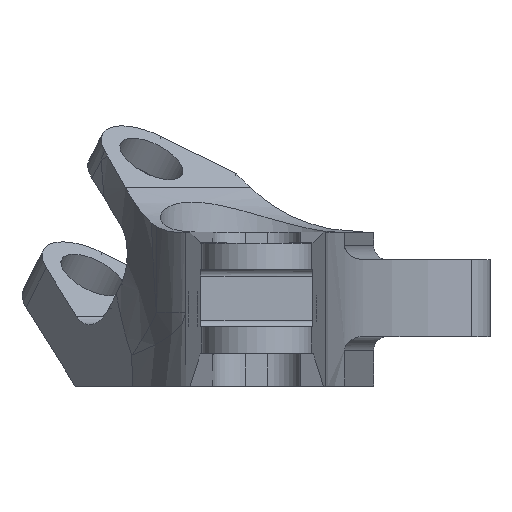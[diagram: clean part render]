
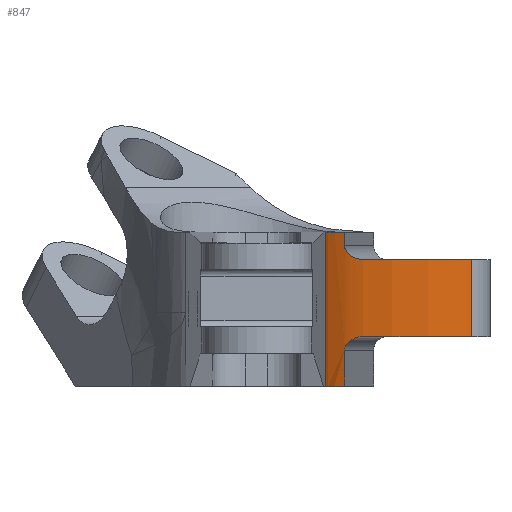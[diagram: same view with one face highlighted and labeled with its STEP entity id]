
A CAD part, left-side view. The second image highlights one B-rep face of the part: STEP entity #847.
In plain terms, the highlighted cylindrical face has radius 101.6 mm (diameter 203.2 mm), a partial arc.
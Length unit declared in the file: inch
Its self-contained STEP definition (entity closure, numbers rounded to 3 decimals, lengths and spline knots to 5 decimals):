
#141=B_SPLINE_CURVE_WITH_KNOTS('',3,(#4909,#4910,#4911,#4912,#4913,#4914,
#4915,#4916,#4917,#4918,#4919,#4920),.UNSPECIFIED.,.F.,.F.,(4,2,2,2,2,4),
(0.,0.0625,0.125,0.25,0.5,
1.),.UNSPECIFIED.);
#142=B_SPLINE_CURVE_WITH_KNOTS('',3,(#4925,#4926,#4927,#4928,#4929,#4930,
#4931,#4932,#4933,#4934,#4935,#4936),.UNSPECIFIED.,.F.,.F.,(4,2,2,2,2,4),
(0.,0.5,0.75,0.875,0.9375,
1.),.UNSPECIFIED.);
#243=FACE_OUTER_BOUND('',#1187,.T.);
#479=LINE('',#4818,#689);
#494=LINE('',#4886,#704);
#500=LINE('',#4907,#710);
#501=LINE('',#4938,#711);
#689=VECTOR('',#3724,1.);
#704=VECTOR('',#3789,1.);
#710=VECTOR('',#3809,1.);
#711=VECTOR('',#3814,1.);
#847=ADVANCED_FACE('',(#243),#1004,.F.);
#1004=CYLINDRICAL_SURFACE('',#3227,4.);
#1187=EDGE_LOOP('',(#1584,#1585,#1586,#1587,#1588,#1589,#1590,#1591,#1592,
#1593));
#1584=ORIENTED_EDGE('',*,*,#2606,.F.);
#1585=ORIENTED_EDGE('',*,*,#2711,.T.);
#1586=ORIENTED_EDGE('',*,*,#2712,.T.);
#1587=ORIENTED_EDGE('',*,*,#2713,.F.);
#1588=ORIENTED_EDGE('',*,*,#2666,.F.);
#1589=ORIENTED_EDGE('',*,*,#2714,.F.);
#1590=ORIENTED_EDGE('',*,*,#2715,.T.);
#1591=ORIENTED_EDGE('',*,*,#2716,.T.);
#1592=ORIENTED_EDGE('',*,*,#2581,.F.);
#1593=ORIENTED_EDGE('',*,*,#2700,.F.);
#2284=VERTEX_POINT('',#4643);
#2285=VERTEX_POINT('',#4645);
#2297=VERTEX_POINT('',#4671);
#2306=VERTEX_POINT('',#4691);
#2362=VERTEX_POINT('',#4819);
#2363=VERTEX_POINT('',#4820);
#2398=VERTEX_POINT('',#4908);
#2399=VERTEX_POINT('',#4921);
#2400=VERTEX_POINT('',#4924);
#2401=VERTEX_POINT('',#4937);
#2581=EDGE_CURVE('',#2284,#2285,#2965,.T.);
#2606=EDGE_CURVE('',#2306,#2297,#2972,.T.);
#2666=EDGE_CURVE('',#2362,#2363,#479,.T.);
#2700=EDGE_CURVE('',#2297,#2284,#494,.T.);
#2711=EDGE_CURVE('',#2306,#2398,#500,.T.);
#2712=EDGE_CURVE('',#2398,#2399,#141,.T.);
#2713=EDGE_CURVE('',#2363,#2399,#3006,.T.);
#2714=EDGE_CURVE('',#2400,#2362,#3007,.T.);
#2715=EDGE_CURVE('',#2400,#2401,#142,.T.);
#2716=EDGE_CURVE('',#2401,#2285,#501,.T.);
#2965=CIRCLE('',#3158,4.);
#2972=CIRCLE('',#3167,4.);
#3006=CIRCLE('',#3225,4.);
#3007=CIRCLE('',#3226,4.);
#3158=AXIS2_PLACEMENT_3D('',#4644,#3596,#3597);
#3167=AXIS2_PLACEMENT_3D('',#4692,#3631,#3632);
#3225=AXIS2_PLACEMENT_3D('',#4922,#3810,#3811);
#3226=AXIS2_PLACEMENT_3D('',#4923,#3812,#3813);
#3227=AXIS2_PLACEMENT_3D('',#4939,#3815,#3816);
#3596=DIRECTION('',(0.,0.,-1.));
#3597=DIRECTION('',(1.,0.,0.));
#3631=DIRECTION('',(0.,0.,1.));
#3632=DIRECTION('',(1.,0.,0.));
#3724=DIRECTION('',(0.,0.,-1.));
#3789=DIRECTION('',(0.,0.,1.));
#3809=DIRECTION('',(0.,0.,1.));
#3810=DIRECTION('',(0.,0.,1.));
#3811=DIRECTION('',(-1.,0.,0.));
#3812=DIRECTION('',(0.,0.,-1.));
#3813=DIRECTION('',(1.,0.,0.));
#3814=DIRECTION('',(0.,0.,1.));
#3815=DIRECTION('',(0.,0.,-1.));
#3816=DIRECTION('',(-1.,0.,0.));
#4643=CARTESIAN_POINT('',(10.80877,-0.62348,1.3));
#4644=CARTESIAN_POINT('',(10.76309,-4.62322,1.3));
#4645=CARTESIAN_POINT('',(11.9351,-0.79877,1.3));
#4671=CARTESIAN_POINT('',(10.80877,-0.62348,-0.1));
#4691=CARTESIAN_POINT('',(11.9351,-0.79877,-0.1));
#4692=CARTESIAN_POINT('',(10.76309,-4.62322,-0.1));
#4818=CARTESIAN_POINT('',(13.74091,-1.95253,1.3));
#4819=CARTESIAN_POINT('',(13.74091,-1.95253,1.05));
#4820=CARTESIAN_POINT('',(13.74091,-1.95253,0.35));
#4886=CARTESIAN_POINT('',(10.80877,-0.62348,1.3));
#4907=CARTESIAN_POINT('',(11.9351,-0.79877,1.3));
#4908=CARTESIAN_POINT('',(11.9351,-0.79877,0.225));
#4909=CARTESIAN_POINT('',(11.9351,-0.79877,0.225));
#4910=CARTESIAN_POINT('',(11.9351,-0.79877,0.23585));
#4911=CARTESIAN_POINT('',(11.94171,-0.80079,0.24529));
#4912=CARTESIAN_POINT('',(11.95655,-0.8054,0.25982));
#4913=CARTESIAN_POINT('',(11.96525,-0.80813,0.26565));
#4914=CARTESIAN_POINT('',(11.99169,-0.81653,0.281));
#4915=CARTESIAN_POINT('',(12.01048,-0.82263,0.28871));
#4916=CARTESIAN_POINT('',(12.06758,-0.84169,0.30914));
#4917=CARTESIAN_POINT('',(12.10612,-0.8552,0.31865));
#4918=CARTESIAN_POINT('',(12.22196,-0.89783,0.34191));
#4919=CARTESIAN_POINT('',(12.29993,-0.92927,0.35));
#4920=CARTESIAN_POINT('',(12.37715,-0.96332,0.35));
#4921=CARTESIAN_POINT('',(12.37715,-0.96332,0.35));
#4922=CARTESIAN_POINT('',(10.76309,-4.62322,0.35));
#4923=CARTESIAN_POINT('',(10.76309,-4.62322,1.05));
#4924=CARTESIAN_POINT('',(12.37715,-0.96332,1.05));
#4925=CARTESIAN_POINT('',(12.37715,-0.96332,1.05));
#4926=CARTESIAN_POINT('',(12.29989,-0.92925,1.05));
#4927=CARTESIAN_POINT('',(12.2223,-0.89795,1.058));
#4928=CARTESIAN_POINT('',(12.10551,-0.85498,1.08148));
#4929=CARTESIAN_POINT('',(12.06664,-0.84137,1.09113));
#4930=CARTESIAN_POINT('',(12.00979,-0.82241,1.11157));
#4931=CARTESIAN_POINT('',(11.99098,-0.8163,1.11933));
#4932=CARTESIAN_POINT('',(11.9647,-0.80795,1.13471));
#4933=CARTESIAN_POINT('',(11.95615,-0.80527,1.14049));
#4934=CARTESIAN_POINT('',(11.94148,-0.80072,1.15501));
#4935=CARTESIAN_POINT('',(11.9351,-0.79877,1.16427));
#4936=CARTESIAN_POINT('',(11.9351,-0.79877,1.175));
#4937=CARTESIAN_POINT('',(11.9351,-0.79877,1.175));
#4938=CARTESIAN_POINT('',(11.9351,-0.79877,1.3));
#4939=CARTESIAN_POINT('',(10.76309,-4.62322,1.3));
